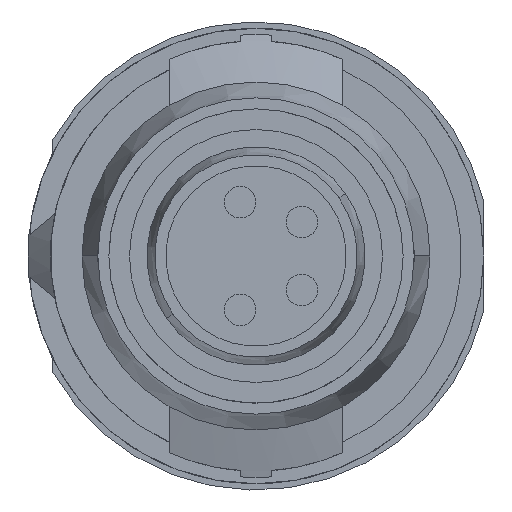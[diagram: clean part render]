
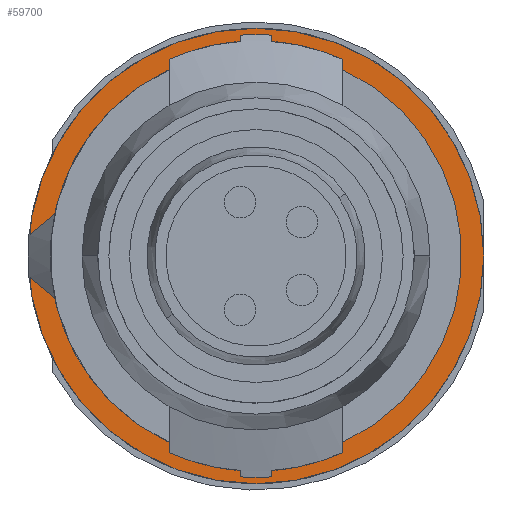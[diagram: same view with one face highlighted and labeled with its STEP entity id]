
A CAD part, left-side view. The second image highlights one B-rep face of the part: STEP entity #59700.
In plain terms, the highlighted planar face has unit normal (-1, 0, 0).
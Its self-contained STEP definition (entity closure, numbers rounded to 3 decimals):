
#59150=CARTESIAN_POINT('',(132.71,-6.4,
0.038));
#59160=VERTEX_POINT('',#59150);
#59190=CARTESIAN_POINT('',(132.71,0.,
0.));
#59200=DIRECTION('',(-1.,0.,0.));
#59210=DIRECTION('',(0.,-1.,
0.006));
#59220=AXIS2_PLACEMENT_3D('',#59190,#59200,#59210);
#59230=CIRCLE('',#59220,6.4);
#59240=CARTESIAN_POINT('',(132.71,6.4,
-0.038));
#59250=VERTEX_POINT('',#59240);
#59260=EDGE_CURVE('',#59250,#59160,#59230,.T.);
#59450=CARTESIAN_POINT('',(132.71,-26.,
12.558));
#59460=DIRECTION('',(1.,0.,0.));
#59470=DIRECTION('',(0.,1.,0.));
#59480=AXIS2_PLACEMENT_3D('',#59450,#59460,#59470);
#59490=PLANE('',#59480);
#59500=EDGE_CURVE('',#59160,#59250,#59230,.T.);
#59510=ORIENTED_EDGE('',*,*,#59500,.F.);
#59520=ORIENTED_EDGE('',*,*,#59260,.F.);
#59530=EDGE_LOOP('',(#59520,#59510));
#59540=FACE_BOUND('',#59530,.T.);
#59550=CARTESIAN_POINT('',(132.71,0.,
0.));
#59560=DIRECTION('',(-1.,0.,0.));
#59570=DIRECTION('',(0.,1.,0.));
#59580=AXIS2_PLACEMENT_3D('',#59550,#59560,#59570);
#59590=CIRCLE('',#59580,7.2);
#59600=CARTESIAN_POINT('',(132.71,7.2,
0.));
#59610=VERTEX_POINT('',#59600);
#59620=CARTESIAN_POINT('',(132.71,-7.2,
0.));
#59630=VERTEX_POINT('',#59620);
#59640=EDGE_CURVE('',#59610,#59630,#59590,.T.);
#59650=ORIENTED_EDGE('',*,*,#59640,.T.);
#59660=EDGE_CURVE('',#59630,#59610,#59590,.T.);
#59670=ORIENTED_EDGE('',*,*,#59660,.T.);
#59680=EDGE_LOOP('',(#59670,#59650));
#59690=FACE_OUTER_BOUND('',#59680,.T.);
#59700=ADVANCED_FACE('',(#59540,#59690),#59490,.F.);
